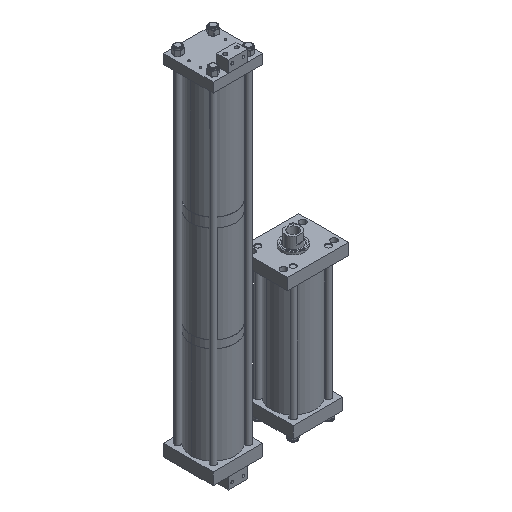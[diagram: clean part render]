
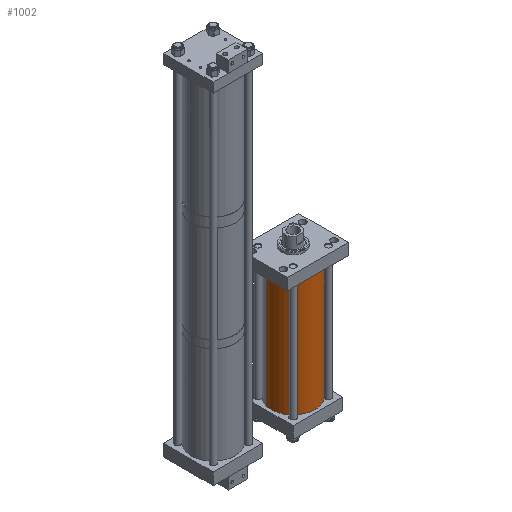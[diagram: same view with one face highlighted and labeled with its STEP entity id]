
A CAD part, isometric view. The second image highlights one B-rep face of the part: STEP entity #1002.
In plain terms, the highlighted cylindrical face has radius 73.025 mm (diameter 146.05 mm), a partial arc.
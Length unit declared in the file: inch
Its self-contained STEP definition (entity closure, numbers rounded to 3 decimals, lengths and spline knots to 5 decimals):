
#82 = DIRECTION ( 'NONE',  ( 0., 0., -1. ) ) ;
#219 = EDGE_CURVE ( 'NONE', #7902, #2217, #6577, .T. ) ;
#333 = FACE_OUTER_BOUND ( 'NONE', #3994, .T. ) ;
#536 = ORIENTED_EDGE ( 'NONE', *, *, #7085, .T. ) ;
#676 = CARTESIAN_POINT ( 'NONE',  ( -2.875, 0., 0. ) ) ;
#832 = VECTOR ( 'NONE', #82, 39.37008 ) ;
#1002 = ADVANCED_FACE ( 'NONE', ( #333 ), #5813, .T. ) ;
#1066 = CARTESIAN_POINT ( 'NONE',  ( 0., 0., 15.689 ) ) ;
#2100 = CARTESIAN_POINT ( 'NONE',  ( -2.875, 0., 15.689 ) ) ;
#2155 = LINE ( 'NONE', #5920, #832 ) ;
#2217 = VERTEX_POINT ( 'NONE', #12382 ) ;
#3994 = EDGE_LOOP ( 'NONE', ( #10551, #4906, #8811, #536 ) ) ;
#4393 = VERTEX_POINT ( 'NONE', #10659 ) ;
#4407 = CARTESIAN_POINT ( 'NONE',  ( 0., 0., 0. ) ) ;
#4906 = ORIENTED_EDGE ( 'NONE', *, *, #219, .F. ) ;
#5471 = CARTESIAN_POINT ( 'NONE',  ( 0., 0., 15.689 ) ) ;
#5801 = VERTEX_POINT ( 'NONE', #676 ) ;
#5813 = CYLINDRICAL_SURFACE ( 'NONE', #10382, 2.875 ) ;
#5920 = CARTESIAN_POINT ( 'NONE',  ( 2.875, 0., 15.689 ) ) ;
#6577 = CIRCLE ( 'NONE', #6904, 2.875 ) ;
#6904 = AXIS2_PLACEMENT_3D ( 'NONE', #1066, #9540, #7150 ) ;
#7085 = EDGE_CURVE ( 'NONE', #5801, #4393, #7595, .T. ) ;
#7108 = EDGE_CURVE ( 'NONE', #7902, #5801, #15183, .T. ) ;
#7150 = DIRECTION ( 'NONE',  ( 1., 0., 0. ) ) ;
#7595 = CIRCLE ( 'NONE', #13076, 2.875 ) ;
#7902 = VERTEX_POINT ( 'NONE', #11423 ) ;
#8811 = ORIENTED_EDGE ( 'NONE', *, *, #7108, .T. ) ;
#9540 = DIRECTION ( 'NONE',  ( 0., 0., 1. ) ) ;
#10382 = AXIS2_PLACEMENT_3D ( 'NONE', #5471, #15184, #13927 ) ;
#10466 = DIRECTION ( 'NONE',  ( 0., 0., -1. ) ) ;
#10551 = ORIENTED_EDGE ( 'NONE', *, *, #14814, .F. ) ;
#10568 = DIRECTION ( 'NONE',  ( 1., 0., 0. ) ) ;
#10659 = CARTESIAN_POINT ( 'NONE',  ( 2.875, 0., 0. ) ) ;
#11423 = CARTESIAN_POINT ( 'NONE',  ( -2.875, 0., 15.689 ) ) ;
#12382 = CARTESIAN_POINT ( 'NONE',  ( 2.875, 0., 15.689 ) ) ;
#13076 = AXIS2_PLACEMENT_3D ( 'NONE', #4407, #15191, #10568 ) ;
#13927 = DIRECTION ( 'NONE',  ( -1., 0., 0. ) ) ;
#14401 = VECTOR ( 'NONE', #10466, 39.37008 ) ;
#14814 = EDGE_CURVE ( 'NONE', #2217, #4393, #2155, .T. ) ;
#15183 = LINE ( 'NONE', #2100, #14401 ) ;
#15184 = DIRECTION ( 'NONE',  ( 0., 0., -1. ) ) ;
#15191 = DIRECTION ( 'NONE',  ( 0., 0., 1. ) ) ;
